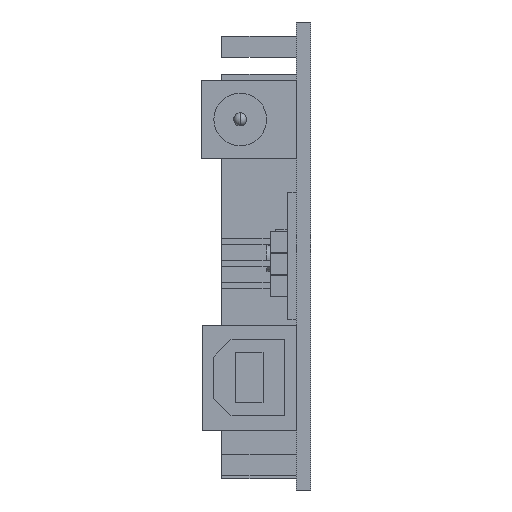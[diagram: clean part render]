
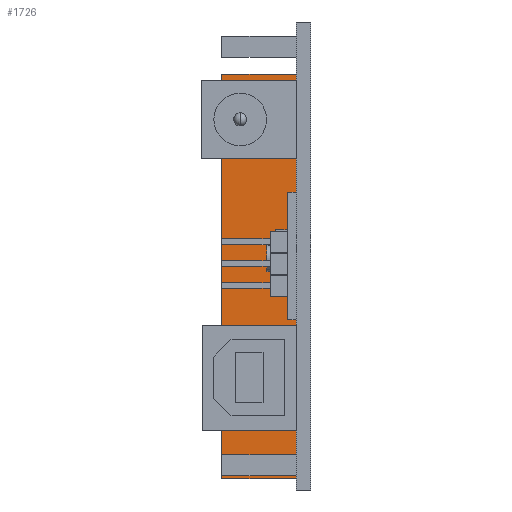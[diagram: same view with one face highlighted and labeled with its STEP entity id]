
A CAD part, left-side view. The second image highlights one B-rep face of the part: STEP entity #1726.
In plain terms, the highlighted planar face has unit normal (-1, 0, 0).
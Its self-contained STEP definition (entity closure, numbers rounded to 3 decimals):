
#473 = DIRECTION ( 'NONE',  ( 0., -1., 0. ) ) ;
#791 = VERTEX_POINT ( 'NONE', #6534 ) ;
#804 = VECTOR ( 'NONE', #473, 1000. ) ;
#1726 = ADVANCED_FACE ( 'NONE', ( #4544 ), #3277, .F. ) ;
#1746 = CARTESIAN_POINT ( 'NONE',  ( 43.367, 10.15, -25.37 ) ) ;
#2016 = EDGE_CURVE ( 'NONE', #2704, #6627, #7217, .T. ) ;
#2100 = CARTESIAN_POINT ( 'NONE',  ( 43.367, 10.15, -25.37 ) ) ;
#2229 = VECTOR ( 'NONE', #12549, 1000. ) ;
#2407 = EDGE_LOOP ( 'NONE', ( #3201, #12988, #11063, #9172 ) ) ;
#2558 = CARTESIAN_POINT ( 'NONE',  ( 43.367, 1.65, -25.37 ) ) ;
#2704 = VERTEX_POINT ( 'NONE', #13576 ) ;
#3201 = ORIENTED_EDGE ( 'NONE', *, *, #5142, .T. ) ;
#3277 = PLANE ( 'NONE',  #9787 ) ;
#4544 = FACE_OUTER_BOUND ( 'NONE', #2407, .T. ) ;
#4666 = VERTEX_POINT ( 'NONE', #12944 ) ;
#4967 = CARTESIAN_POINT ( 'NONE',  ( 43.367, 10.15, 20.73 ) ) ;
#5142 = EDGE_CURVE ( 'NONE', #6627, #4666, #14115, .T. ) ;
#6435 = EDGE_CURVE ( 'NONE', #2704, #791, #10814, .T. ) ;
#6534 = CARTESIAN_POINT ( 'NONE',  ( 43.367, 10.15, 20.73 ) ) ;
#6627 = VERTEX_POINT ( 'NONE', #11229 ) ;
#6639 = VECTOR ( 'NONE', #12845, 1000. ) ;
#7217 = LINE ( 'NONE', #1746, #804 ) ;
#8424 = DIRECTION ( 'NONE',  ( 0., 0., -1. ) ) ;
#9172 = ORIENTED_EDGE ( 'NONE', *, *, #2016, .T. ) ;
#9787 = AXIS2_PLACEMENT_3D ( 'NONE', #2100, #12304, #8424 ) ;
#10814 = LINE ( 'NONE', #13100, #13336 ) ;
#11063 = ORIENTED_EDGE ( 'NONE', *, *, #6435, .F. ) ;
#11229 = CARTESIAN_POINT ( 'NONE',  ( 43.367, 1.65, -25.37 ) ) ;
#11281 = LINE ( 'NONE', #4967, #2229 ) ;
#12304 = DIRECTION ( 'NONE',  ( 1., 0., 0. ) ) ;
#12549 = DIRECTION ( 'NONE',  ( 0., -1., 0. ) ) ;
#12845 = DIRECTION ( 'NONE',  ( 0., 0., 1. ) ) ;
#12944 = CARTESIAN_POINT ( 'NONE',  ( 43.367, 1.65, 20.73 ) ) ;
#12988 = ORIENTED_EDGE ( 'NONE', *, *, #15681, .F. ) ;
#13100 = CARTESIAN_POINT ( 'NONE',  ( 43.367, 10.15, -25.37 ) ) ;
#13336 = VECTOR ( 'NONE', #15970, 1000. ) ;
#13576 = CARTESIAN_POINT ( 'NONE',  ( 43.367, 10.15, -25.37 ) ) ;
#14115 = LINE ( 'NONE', #2558, #6639 ) ;
#15681 = EDGE_CURVE ( 'NONE', #791, #4666, #11281, .T. ) ;
#15970 = DIRECTION ( 'NONE',  ( 0., 0., 1. ) ) ;
